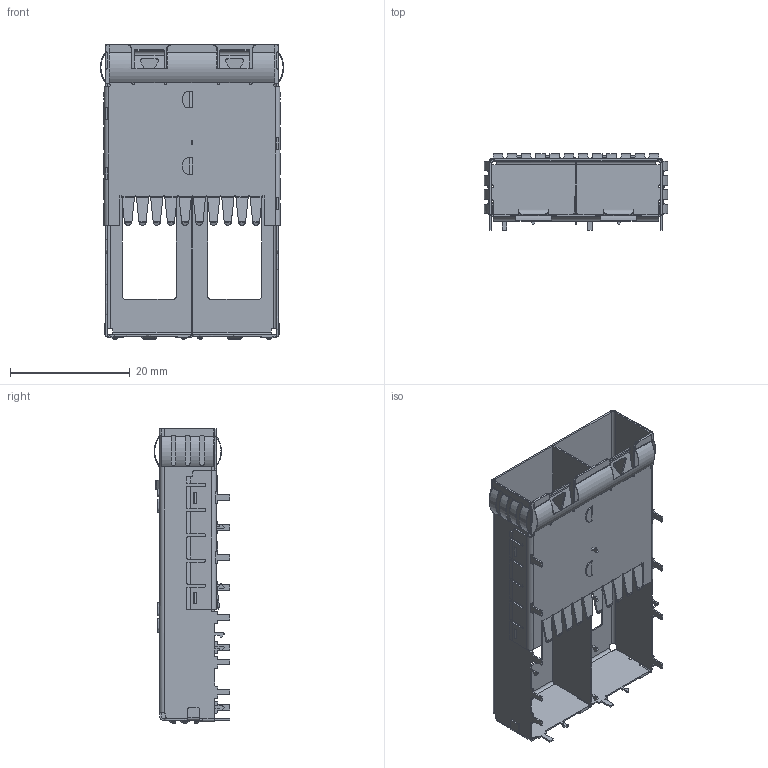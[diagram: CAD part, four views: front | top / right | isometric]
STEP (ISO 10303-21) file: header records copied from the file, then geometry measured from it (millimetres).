
FILE_DESCRIPTION((''),'2;1');
FILE_NAME('C-2180739-1','2017-07-10T',('workeradm'),('Tyco Electronics Ltd.'),'CREO PARAMETRIC BY PTC INC, 2016050','CREO PARAMETRIC BY PTC INC, 2016050','');
FILE_SCHEMA(('AUTOMOTIVE_DESIGN { 1 0 10303 214 1 1 1 1 }'));
Products named in the file (1): C-2180739-1
Bounding box: 30.6 x 12.65 x 49.17 mm (x, y, z)
Volume: 917.9 mm3; surface area: 7738.1 mm2
Topology: 1 solids, 1 shells, 1170 faces, 3532 edges, 2314 vertices
Faces by surface type: plane 588, cylinder 500, bspline 82
Entity records: 57357 total; most frequent: CARTESIAN_POINT 15396, ORIENTED_EDGE 7064, DIRECTION 6054, PRESENTATION_STYLE_ASSIGNMENT 3533, STYLED_ITEM 3533, CURVE_STYLE 3532, EDGE_CURVE 3532, VERTEX_POINT 2314
